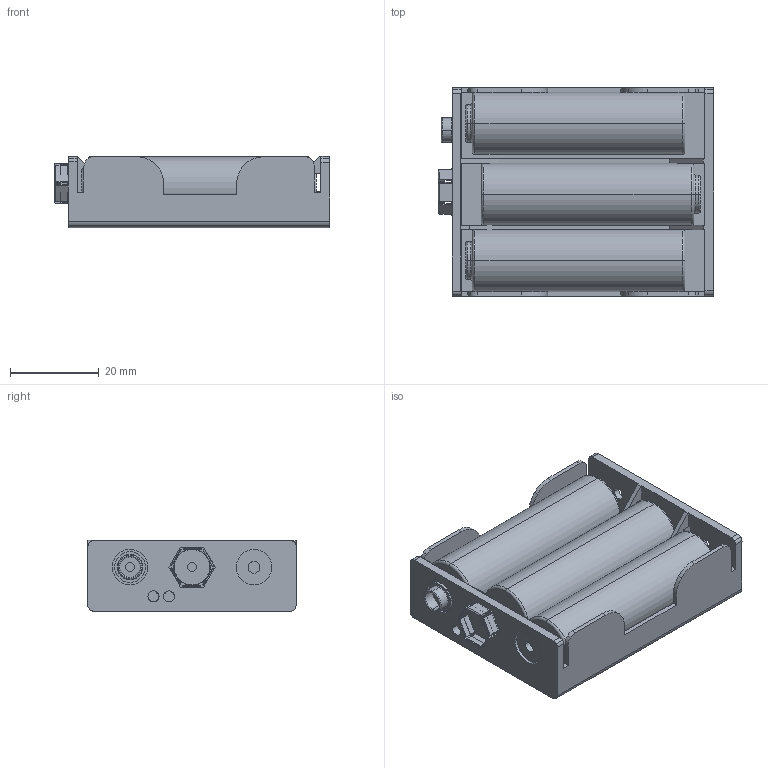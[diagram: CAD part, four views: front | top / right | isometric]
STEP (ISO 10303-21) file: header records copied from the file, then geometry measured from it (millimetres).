
FILE_DESCRIPTION(('STEP AP214'),'1');
FILE_NAME('Mark''s Stuff/school/year 9/3AA ASSY.stp','2013-04-25T18:21:01',(' '),(' '),'Spatial InterOp 3D',' ',' ');
FILE_SCHEMA(('automotive_design'));
Length unit declared in the file: millimetre
Products named in the file (5): 3AA ASSY; AA BATTERY; POS TERMINAL; NEG TERMINAL; 3 aa battery
Assembly tree (6 placements, depth 2):
  3AA ASSY
    AA BATTERY  x3
    POS TERMINAL
    NEG TERMINAL
    3 aa battery
Bounding box: 62.2 x 47.03 x 16.08 mm (x, y, z)
Volume: 32185.4 mm3; surface area: 20364.3 mm2
Topology: 6 solids, 7 shells, 256 faces, 684 edges, 446 vertices
Faces by surface type: plane 125, cylinder 101, torus 30
Entity records: 9313 total; most frequent: DIRECTION 1314, CARTESIAN_POINT 1275, ORIENTED_EDGE 1254, EDGE_CURVE 628, AXIS2_PLACEMENT_3D 453, VERTEX_POINT 414, LINE 408, VECTOR 408
